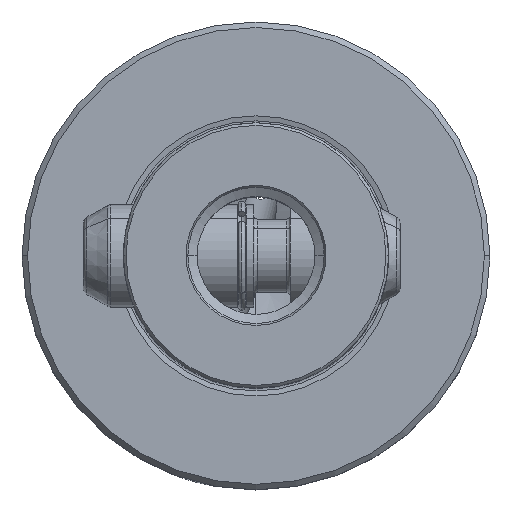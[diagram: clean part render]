
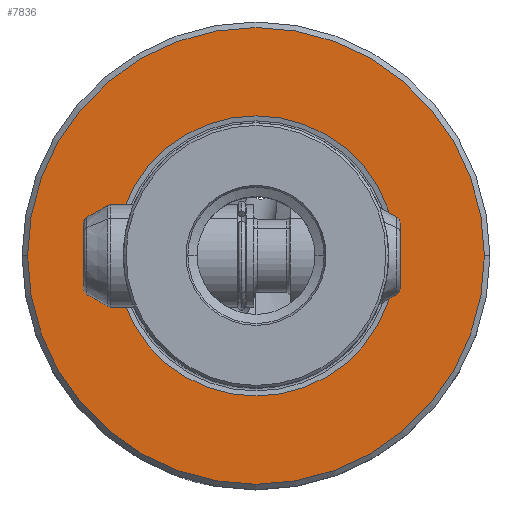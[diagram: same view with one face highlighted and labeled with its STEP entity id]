
A CAD part, top view. The second image highlights one B-rep face of the part: STEP entity #7836.
In plain terms, the highlighted planar face has unit normal (0, 0, 1).
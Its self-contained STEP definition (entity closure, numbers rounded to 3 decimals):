
#4154=VERTEX_POINT('NONE',#10716);
#4522=VERTEX_POINT('NONE',#11117);
#7192=EDGE_CURVE('NONE',#7598,#4522,#14064,.T.);
#7262=EDGE_CURVE('NONE',#4522,#7598,#14142,.T.);
#7598=VERTEX_POINT('NONE',#14503);
#7836=ADVANCED_FACE('NONE',(#14769,#14770),#14771,.T.);
#8278=EDGE_CURVE('NONE',#4154,#8956,#15261,.F.);
#8468=EDGE_CURVE('NONE',#8956,#4154,#15467,.F.);
#8956=VERTEX_POINT('NONE',#16010);
#10716=CARTESIAN_POINT('',(-19.012,0.,0.0));
#11117=CARTESIAN_POINT('',(31.0,0.,0.0));
#14064=CIRCLE('',#25179,31.0);
#14142=CIRCLE('',#25458,31.0);
#14503=CARTESIAN_POINT('',(-31.0,0.,0.0));
#14769=FACE_OUTER_BOUND('',#26587,.T.);
#14770=FACE_BOUND('',#26588,.T.);
#14771=PLANE('',#26589);
#15261=CIRCLE('',#27654,19.012);
#15467=CIRCLE('',#28071,19.012);
#16010=CARTESIAN_POINT('',(19.012,0.,0.0));
#25179=AXIS2_PLACEMENT_3D('',#35712,#35713,#35714);
#25458=AXIS2_PLACEMENT_3D('',#35813,#35814,#35815);
#26587=EDGE_LOOP('',(#36516,#36517));
#26588=EDGE_LOOP('',(#36518,#36519));
#26589=AXIS2_PLACEMENT_3D('',#36520,#36521,#36522);
#27654=AXIS2_PLACEMENT_3D('',#37094,#37095,#37096);
#28071=AXIS2_PLACEMENT_3D('',#37306,#37307,#37308);
#35712=CARTESIAN_POINT('',(0.0,0.0,0.0));
#35713=DIRECTION('',(0.0,0.0,-1.0));
#35714=DIRECTION('',(-1.0,0.,0.0));
#35813=CARTESIAN_POINT('',(0.0,0.0,0.0));
#35814=DIRECTION('',(0.0,0.0,-1.0));
#35815=DIRECTION('',(-1.0,0.,0.0));
#36516=ORIENTED_EDGE('',*,*,#7192,.F.);
#36517=ORIENTED_EDGE('',*,*,#7262,.F.);
#36518=ORIENTED_EDGE('',*,*,#8468,.F.);
#36519=ORIENTED_EDGE('',*,*,#8278,.F.);
#36520=CARTESIAN_POINT('',(-18.0,0.0,0.0));
#36521=DIRECTION('',(-0.0,0.0,1.0));
#36522=DIRECTION('',(0.0,1.0,0.0));
#37094=CARTESIAN_POINT('',(0.0,0.0,0.0));
#37095=DIRECTION('',(0.0,0.0,-1.0));
#37096=DIRECTION('',(1.0,0.,0.0));
#37306=CARTESIAN_POINT('',(0.0,0.0,0.0));
#37307=DIRECTION('',(0.0,0.0,-1.0));
#37308=DIRECTION('',(1.0,0.,0.0));
